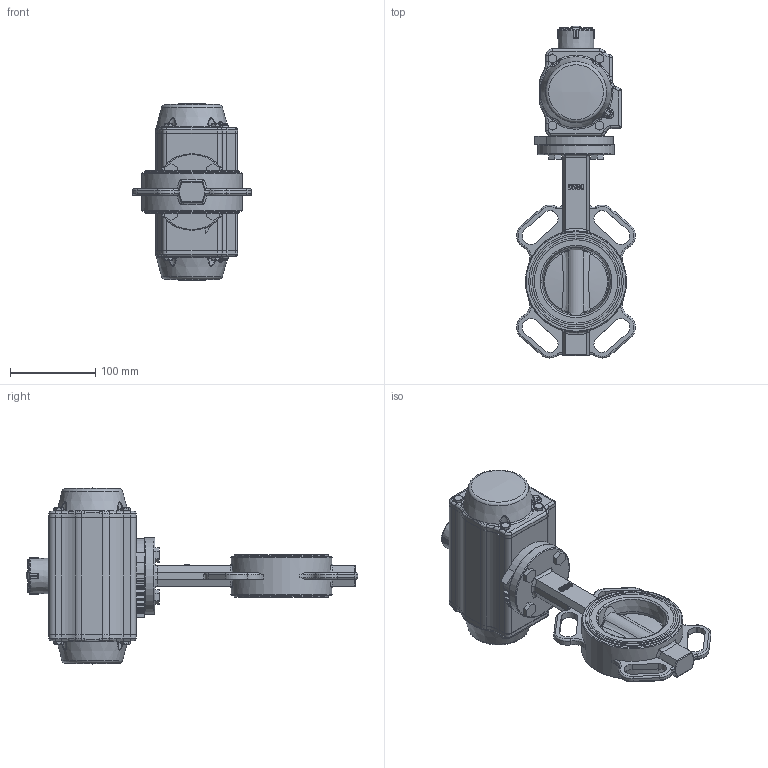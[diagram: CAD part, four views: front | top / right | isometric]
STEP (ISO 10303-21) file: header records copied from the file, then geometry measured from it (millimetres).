
FILE_DESCRIPTION(/* description */ ('Unknown','CAx-IF Rec.Pracs.---Representation and Presentation of Product Manufacturing Information (PMI)---4.0---2014-10-13','CAx-IF Rec.Pracs.---3D Tessellated Geometry---0.4---2014-09-14','2;1'),/* implementation_level */ '2;1');
FILE_NAME(/* name */ 'DW04 5100_110_120-11',/* time_stamp */ '2023-11-27T10:57:38+01:00',/* author */ ('Unknown'),/* organization */ ('Unknown'),/* preprocessor_version */ 'ST-DEVELOPER v18.102',/* originating_system */ 'Solid Edge',/* authorisation */ 'Unknown');
FILE_SCHEMA (('AP242_MANAGED_MODEL_BASED_3D_ENGINEERING_MIM_LF { 1 0 10303 442 1 1 4 }'));
Products named in the file (18): DW70_FR52-5.110.080; Raster DN040- DN150; WAFER-DN80; DN80概极; seat; disc; shaft1; shaft2; bushing1; M10x30; DW70_FR52; ____; ________(___________; _____________; ______; hex head bolts-full thread grade c gb_GB_FASTENER_BOLT_HHBFTC M6X20-N; cup head nib bolts with large head gb_GB_FASTENER_BOLT_CHNBW M6X25-N; KP-75
Assembly tree (30 placements, depth 4):
  DW70_FR52-5.110.080
    Raster DN040- DN150
    WAFER-DN80
      DN80概极
      seat
      disc
      shaft1
      shaft2
      bushing1  x2
    M10x30  x4
    DW70_FR52
      ____
        ________(___________  x2
        _____________  x2
        ______
      hex head bolts-full thread grade c gb_GB_FASTENER_BOLT_HHBFTC M6X20-N  x8
      cup head nib bolts with large head gb_GB_FASTENER_BOLT_CHNBW M6X25-N
      KP-75
Bounding box: 139.83 x 390.31 x 206.95 mm (x, y, z)
Volume: 2152964.4 mm3; surface area: 306515.5 mm2
Topology: 27 solids, 27 shells, 1642 faces, 4028 edges, 2502 vertices
Faces by surface type: plane 587, cylinder 453, bspline 273, torus 160, cone 152, sphere 17
Full cylindrical faces by diameter (mm): 3 x18, 3.3 x8, 4.2 x8, 4.66 x1, 5 x14, 6 x9, 6.2 x1, 6.8 x12, 8 x1, 8.8 x2, 10 x9, 12.6 x5, 12.75 x1, 12.83 x2, 17.45 x4, 17.53 x2, 21.786 x2, 21.8 x1, 23 x1, 24 x1, 24.6 x1, 30.86 x1, 32 x2, 38.5 x1, 52.79 x2, 56 x1, 87 x2, 87.6 x2, 90 x1, 98.5 x2
Entity records: 50754 total; most frequent: CARTESIAN_POINT 20383, ORIENTED_EDGE 6130, DIRECTION 5772, EDGE_CURVE 3065, AXIS2_PLACEMENT_3D 2225, VERTEX_POINT 2047, FACE_BOUND 1664, EDGE_LOOP 1635
